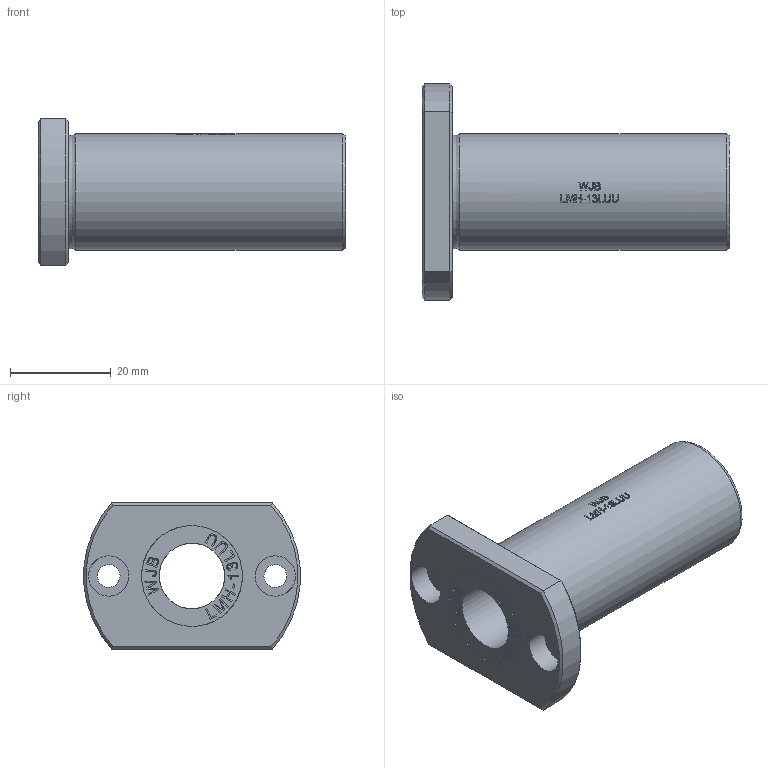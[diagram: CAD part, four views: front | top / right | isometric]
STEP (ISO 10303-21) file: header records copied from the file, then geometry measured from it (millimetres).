
FILE_DESCRIPTION(/* description */ (''),/* implementation_level */ '2;1');
FILE_NAME(/* name */ 'WJB-LMH-13LUU.stp',/* time_stamp */ '2018-09-18T23:53:29+08:00',/* author */ (''),/* organization */ (''),/* preprocessor_version */ 'ST-DEVELOPER v11',/* originating_system */ 'SIEMENS UGS NX 6.0',/* authorisation */ '');
FILE_SCHEMA (('CONFIG_CONTROL_DESIGN'));
Length unit declared in the file: millimetre
Products named in the file (1): WJB-LMH-13LUU
Bounding box: 61 x 42.85 x 29 mm (x, y, z)
Volume: 21022.9 mm3; surface area: 9412.9 mm2
Topology: 1 solids, 1 shells, 356 faces, 926 edges, 619 vertices
Faces by surface type: plane 239, extrusion 87, cylinder 24, cone 4, torus 2
Full cylindrical faces by diameter (mm): 4.5 x2, 8 x2, 13 x1, 20 x2, 23 x1
Entity records: 13873 total; most frequent: CARTESIAN_POINT 5692, ORIENTED_EDGE 1832, DIRECTION 1258, EDGE_CURVE 916, VERTEX_POINT 619, VECTOR 568, LINE 481, B_SPLINE_CURVE_WITH_KNOTS 447
